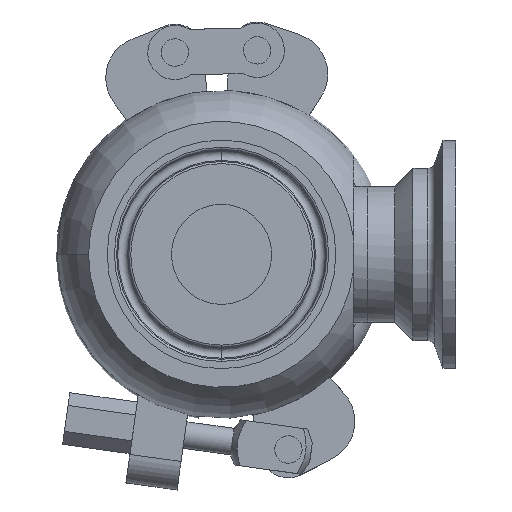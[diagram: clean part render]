
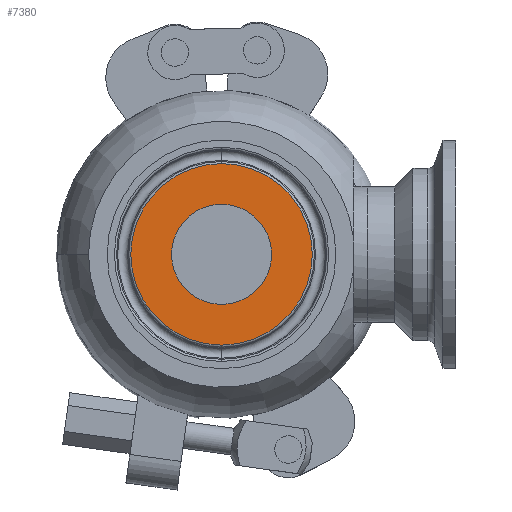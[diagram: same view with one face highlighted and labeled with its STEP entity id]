
A CAD part, front view. The second image highlights one B-rep face of the part: STEP entity #7380.
In plain terms, the highlighted planar face has unit normal (0, -1, 0).
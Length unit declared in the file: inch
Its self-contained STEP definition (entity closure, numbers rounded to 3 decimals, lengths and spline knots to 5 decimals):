
#695 = CARTESIAN_POINT ( 'NONE',  ( 0., -1.143, 0. ) ) ;
#743 = EDGE_CURVE ( 'NONE', #4572, #8481, #6878, .T. ) ;
#808 = CARTESIAN_POINT ( 'NONE',  ( -0.435, -1.143, 0. ) ) ;
#1948 = ORIENTED_EDGE ( 'NONE', *, *, #8044, .F. ) ;
#2065 = AXIS2_PLACEMENT_3D ( 'NONE', #695, #7564, #3894 ) ;
#2120 = VERTEX_POINT ( 'NONE', #808 ) ;
#2171 = DIRECTION ( 'NONE',  ( 0., 0., 1. ) ) ;
#2295 = AXIS2_PLACEMENT_3D ( 'NONE', #9408, #11170, #3508 ) ;
#2460 = PLANE ( 'NONE',  #2065 ) ;
#3508 = DIRECTION ( 'NONE',  ( 0., 0., 1. ) ) ;
#3795 = EDGE_LOOP ( 'NONE', ( #7639, #1948 ) ) ;
#3801 = DIRECTION ( 'NONE',  ( 1., 0., 0. ) ) ;
#3894 = DIRECTION ( 'NONE',  ( -1., 0., 0. ) ) ;
#4182 = EDGE_CURVE ( 'NONE', #6524, #2120, #6300, .T. ) ;
#4572 = VERTEX_POINT ( 'NONE', #11341 ) ;
#4977 = CARTESIAN_POINT ( 'NONE',  ( 0., -1.143, -0.78791 ) ) ;
#5259 = FACE_OUTER_BOUND ( 'NONE', #8707, .T. ) ;
#5596 = DIRECTION ( 'NONE',  ( 0., -1., 0. ) ) ;
#5773 = DIRECTION ( 'NONE',  ( 0., 1., 0. ) ) ;
#6300 = CIRCLE ( 'NONE', #7077, 0.435 ) ;
#6524 = VERTEX_POINT ( 'NONE', #7141 ) ;
#6878 = CIRCLE ( 'NONE', #2295, 0.78791 ) ;
#7077 = AXIS2_PLACEMENT_3D ( 'NONE', #11234, #7305, #9986 ) ;
#7141 = CARTESIAN_POINT ( 'NONE',  ( 0.435, -1.143, 0. ) ) ;
#7305 = DIRECTION ( 'NONE',  ( 0., -1., 0. ) ) ;
#7380 = ADVANCED_FACE ( 'Defeatured_0_166', ( #5259, #10995 ), #2460, .F. ) ;
#7564 = DIRECTION ( 'NONE',  ( 0., 1., 0. ) ) ;
#7639 = ORIENTED_EDGE ( 'NONE', *, *, #4182, .F. ) ;
#7648 = AXIS2_PLACEMENT_3D ( 'NONE', #11711, #5773, #2171 ) ;
#8044 = EDGE_CURVE ( 'NONE', #2120, #6524, #10857, .T. ) ;
#8046 = AXIS2_PLACEMENT_3D ( 'NONE', #8754, #5596, #3801 ) ;
#8481 = VERTEX_POINT ( 'NONE', #4977 ) ;
#8707 = EDGE_LOOP ( 'NONE', ( #11560, #11969 ) ) ;
#8754 = CARTESIAN_POINT ( 'NONE',  ( 0., -1.143, 0. ) ) ;
#9293 = EDGE_CURVE ( 'NONE', #8481, #4572, #12239, .T. ) ;
#9408 = CARTESIAN_POINT ( 'NONE',  ( 0., -1.143, 0. ) ) ;
#9986 = DIRECTION ( 'NONE',  ( 1., 0., 0. ) ) ;
#10857 = CIRCLE ( 'NONE', #8046, 0.435 ) ;
#10995 = FACE_BOUND ( 'NONE', #3795, .T. ) ;
#11170 = DIRECTION ( 'NONE',  ( 0., 1., 0. ) ) ;
#11234 = CARTESIAN_POINT ( 'NONE',  ( 0., -1.143, 0. ) ) ;
#11341 = CARTESIAN_POINT ( 'NONE',  ( 0., -1.143, 0.78791 ) ) ;
#11560 = ORIENTED_EDGE ( 'NONE', *, *, #743, .F. ) ;
#11711 = CARTESIAN_POINT ( 'NONE',  ( 0., -1.143, 0. ) ) ;
#11969 = ORIENTED_EDGE ( 'NONE', *, *, #9293, .F. ) ;
#12239 = CIRCLE ( 'NONE', #7648, 0.78791 ) ;
